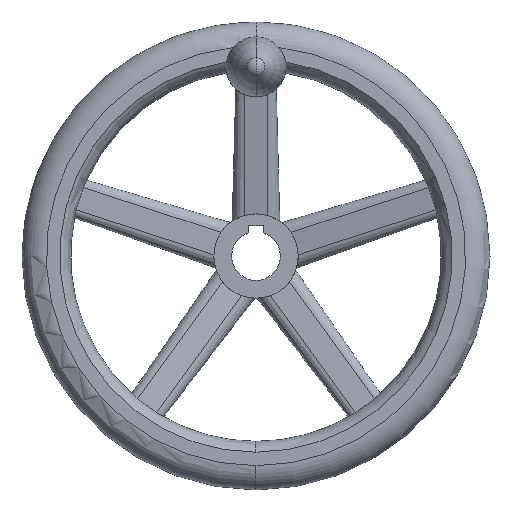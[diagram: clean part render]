
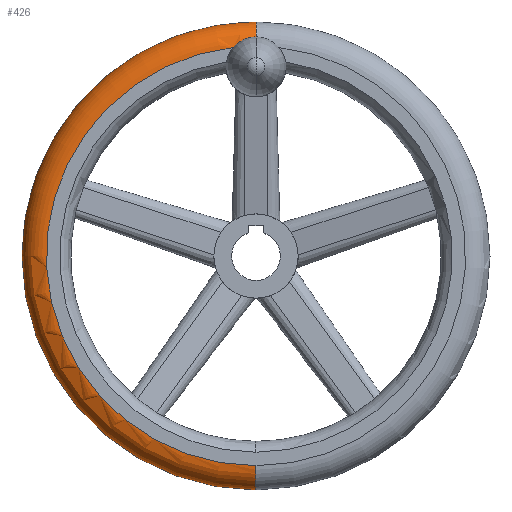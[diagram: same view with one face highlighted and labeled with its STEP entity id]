
A CAD part, top view. The second image highlights one B-rep face of the part: STEP entity #426.
In plain terms, the highlighted toroidal (fillet/blend) face has major radius 112 mm and minor radius 13 mm.
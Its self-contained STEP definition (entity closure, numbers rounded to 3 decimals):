
#426=ADVANCED_FACE('',(#1075),#1076,.T.);
#584=VERTEX_POINT('',#1253);
#594=EDGE_CURVE('',#584,#840,#1266,.T.);
#840=VERTEX_POINT('',#1536);
#864=EDGE_CURVE('',#902,#866,#1562,.T.);
#866=VERTEX_POINT('',#1564);
#902=VERTEX_POINT('',#1604);
#910=EDGE_CURVE('',#902,#932,#1613,.T.);
#932=VERTEX_POINT('',#1636);
#938=EDGE_CURVE('',#866,#840,#1642,.T.);
#954=EDGE_CURVE('',#584,#932,#1658,.T.);
#1075=FACE_OUTER_BOUND('',#1883,.T.);
#1076=TOROIDAL_SURFACE('',#1884,112.0,13.0);
#1253=CARTESIAN_POINT('',(0.,125.0,37.0));
#1266=CIRCLE('',#2409,13.0);
#1536=CARTESIAN_POINT('',(0.,112.0,50.0));
#1562=CIRCLE('',#3293,112.0);
#1564=CARTESIAN_POINT('',(-12.217,111.332,50.));
#1604=CARTESIAN_POINT('',(0.,-112.0,50.0));
#1613=CIRCLE('',#3421,13.0);
#1636=CARTESIAN_POINT('',(0.,-125.0,37.0));
#1642=CIRCLE('',#3490,112.0);
#1658=CIRCLE('',#3546,125.0);
#1883=EDGE_LOOP('',(#3695,#3696,#3697,#3698,#3699));
#1884=AXIS2_PLACEMENT_3D('',#3700,#3701,#3702);
#2409=AXIS2_PLACEMENT_3D('',#3944,#3945,#3946);
#3293=AXIS2_PLACEMENT_3D('',#4280,#4281,#4282);
#3421=AXIS2_PLACEMENT_3D('',#4337,#4338,#4339);
#3490=AXIS2_PLACEMENT_3D('',#4364,#4365,#4366);
#3546=AXIS2_PLACEMENT_3D('',#4377,#4378,#4379);
#3695=ORIENTED_EDGE('',*,*,#954,.T.);
#3696=ORIENTED_EDGE('',*,*,#910,.F.);
#3697=ORIENTED_EDGE('',*,*,#864,.T.);
#3698=ORIENTED_EDGE('',*,*,#938,.T.);
#3699=ORIENTED_EDGE('',*,*,#594,.F.);
#3700=CARTESIAN_POINT('',(0.,0.,37.0));
#3701=DIRECTION('',(0.,0.,1.0));
#3702=DIRECTION('',(0.,1.0,0.0));
#3944=CARTESIAN_POINT('',(0.,112.0,37.0));
#3945=DIRECTION('',(1.0,0.,0.));
#3946=DIRECTION('',(0.,1.0,0.));
#4280=CARTESIAN_POINT('',(0.,0.,50.0));
#4281=DIRECTION('',(0.,0.,-1.0));
#4282=DIRECTION('',(0.,1.0,0.));
#4337=CARTESIAN_POINT('',(0.,-112.0,37.0));
#4338=DIRECTION('',(1.0,0.,0.));
#4339=DIRECTION('',(0.,-1.0,0.));
#4364=CARTESIAN_POINT('',(0.,0.,50.0));
#4365=DIRECTION('',(0.,0.,-1.0));
#4366=DIRECTION('',(0.,1.0,0.));
#4377=CARTESIAN_POINT('',(0.,0.,37.0));
#4378=DIRECTION('',(0.,0.,1.0));
#4379=DIRECTION('',(1.0,0.0,0.));
